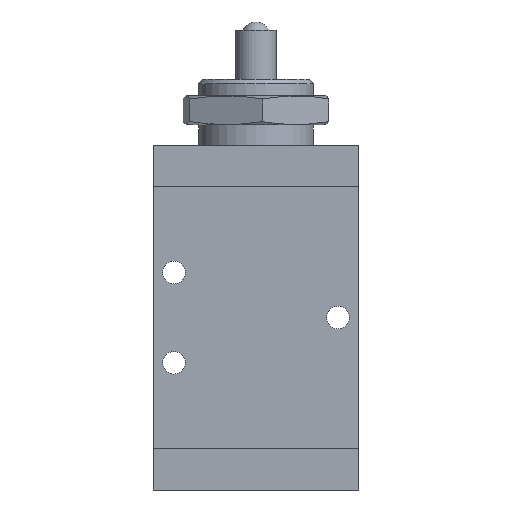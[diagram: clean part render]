
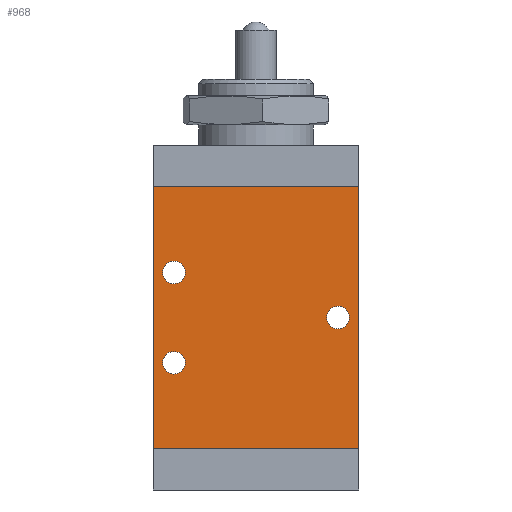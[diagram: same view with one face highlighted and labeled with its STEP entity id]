
A CAD part, front view. The second image highlights one B-rep face of the part: STEP entity #968.
In plain terms, the highlighted planar face has unit normal (0, -1, 0).
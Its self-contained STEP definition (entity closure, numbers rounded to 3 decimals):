
#491=CARTESIAN_POINT('',(-17.25,-15.,-11.0));
#492=VERTEX_POINT('',#491);
#493=CARTESIAN_POINT('',(-20.0,-15.,-11.0));
#494=DIRECTION('',(0.0,1.0,0.0));
#495=DIRECTION('',(-1.0,0.0,0.0));
#496=AXIS2_PLACEMENT_3D('',#493,#494,#495);
#497=CIRCLE('',#496,2.75);
#498=EDGE_CURVE('',#492,#492,#497,.T.);
#519=CARTESIAN_POINT('',(-17.25,-15.,11.));
#520=VERTEX_POINT('',#519);
#521=CARTESIAN_POINT('',(-20.0,-15.,11.));
#522=DIRECTION('',(0.0,1.0,0.0));
#523=DIRECTION('',(-1.0,0.0,0.0));
#524=AXIS2_PLACEMENT_3D('',#521,#522,#523);
#525=CIRCLE('',#524,2.75);
#526=EDGE_CURVE('',#520,#520,#525,.T.);
#547=CARTESIAN_POINT('',(22.75,-15.0,0.));
#548=VERTEX_POINT('',#547);
#549=CARTESIAN_POINT('',(20.0,-15.0,0.0));
#550=DIRECTION('',(0.0,1.0,0.0));
#551=DIRECTION('',(-1.0,0.0,0.0));
#552=AXIS2_PLACEMENT_3D('',#549,#550,#551);
#553=CIRCLE('',#552,2.75);
#554=EDGE_CURVE('',#548,#548,#553,.T.);
#863=CARTESIAN_POINT('',(25.0,-15.0,32.0));
#864=VERTEX_POINT('',#863);
#879=CARTESIAN_POINT('',(-25.0,-15.,32.0));
#880=VERTEX_POINT('',#879);
#887=CARTESIAN_POINT('',(25.0,-15.0,32.0));
#888=DIRECTION('',(-1.0,0.0,0.0));
#889=VECTOR('',#888,50.0);
#890=LINE('',#887,#889);
#891=EDGE_CURVE('',#864,#880,#890,.T.);
#909=CARTESIAN_POINT('',(-25.0,-15.,-32.0));
#910=VERTEX_POINT('',#909);
#917=CARTESIAN_POINT('',(-25.0,-15.,32.0));
#918=DIRECTION('',(0.0,0.0,-1.0));
#919=VECTOR('',#918,64.0);
#920=LINE('',#917,#919);
#921=EDGE_CURVE('',#880,#910,#920,.T.);
#936=CARTESIAN_POINT('',(-25.0,-15.,0.0));
#937=DIRECTION('',(0.0,-1.0,0.0));
#938=DIRECTION('',(0.0,0.0,-1.0));
#939=AXIS2_PLACEMENT_3D('',#936,#937,#938);
#940=PLANE('',#939);
#941=CARTESIAN_POINT('',(25.0,-15.0,-32.0));
#942=VERTEX_POINT('',#941);
#943=CARTESIAN_POINT('',(-25.0,-15.,-32.0));
#944=DIRECTION('',(1.0,0.0,0.0));
#945=VECTOR('',#944,50.0);
#946=LINE('',#943,#945);
#947=EDGE_CURVE('',#910,#942,#946,.T.);
#948=ORIENTED_EDGE('',*,*,#947,.T.);
#949=CARTESIAN_POINT('',(25.0,-15.0,32.0));
#950=DIRECTION('',(0.0,0.0,-1.0));
#951=VECTOR('',#950,64.0);
#952=LINE('',#949,#951);
#953=EDGE_CURVE('',#864,#942,#952,.T.);
#954=ORIENTED_EDGE('',*,*,#953,.F.);
#955=ORIENTED_EDGE('',*,*,#891,.T.);
#956=ORIENTED_EDGE('',*,*,#921,.T.);
#957=EDGE_LOOP('',(#948,#954,#955,#956));
#958=FACE_OUTER_BOUND('',#957,.T.);
#959=ORIENTED_EDGE('',*,*,#498,.T.);
#960=EDGE_LOOP('',(#959));
#961=FACE_BOUND('',#960,.T.);
#962=ORIENTED_EDGE('',*,*,#526,.T.);
#963=EDGE_LOOP('',(#962));
#964=FACE_BOUND('',#963,.T.);
#965=ORIENTED_EDGE('',*,*,#554,.T.);
#966=EDGE_LOOP('',(#965));
#967=FACE_BOUND('',#966,.T.);
#968=ADVANCED_FACE('',(#958,#961,#964,#967),#940,.T.);
